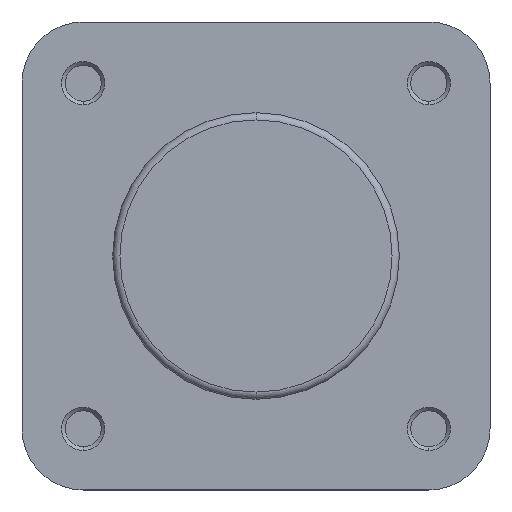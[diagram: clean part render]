
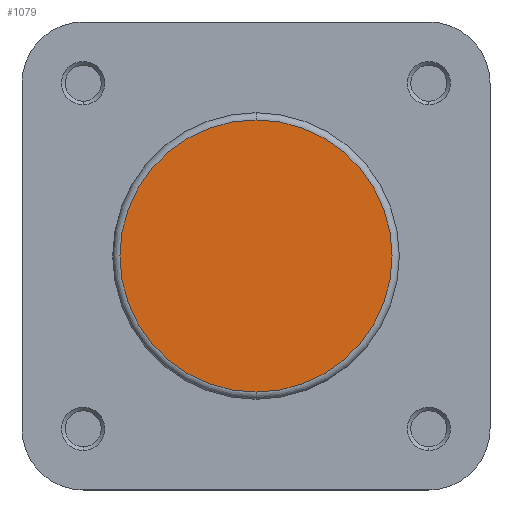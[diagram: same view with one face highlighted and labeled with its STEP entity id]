
A CAD part, left-side view. The second image highlights one B-rep face of the part: STEP entity #1079.
In plain terms, the highlighted planar face has unit normal (-1, 0, 0).
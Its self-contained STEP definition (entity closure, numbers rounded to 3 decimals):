
#231 = CARTESIAN_POINT ( 'NONE',  ( 21., 0., 0. ) ) ;
#241 = DIRECTION ( 'NONE',  ( -1., 0., 0. ) ) ;
#242 = DIRECTION ( 'NONE',  ( 0., 0., -1. ) ) ;
#358 = CARTESIAN_POINT ( 'NONE',  ( 21., 0., 0. ) ) ;
#360 = DIRECTION ( 'NONE',  ( -1., 0., 0. ) ) ;
#361 = DIRECTION ( 'NONE',  ( 0., 0., -1. ) ) ;
#661 = VERTEX_POINT ( 'NONE', #5500 ) ;
#816 = VERTEX_POINT ( 'NONE', #5849 ) ;
#928 = FACE_OUTER_BOUND ( 'NONE', #1369, .T. ) ;
#1079 = ADVANCED_FACE ( 'NONE', ( #928 ), #5611, .F. ) ;
#1369 = EDGE_LOOP ( 'NONE', ( #5241, #5240 ) ) ;
#2474 = CIRCLE ( 'NONE', #3273, 18.9 ) ;
#2539 = CIRCLE ( 'NONE', #3295, 18.9 ) ;
#2921 = AXIS2_PLACEMENT_3D ( 'NONE', #5616, #5775, #5889 ) ;
#3273 = AXIS2_PLACEMENT_3D ( 'NONE', #231, #241, #242 ) ;
#3295 = AXIS2_PLACEMENT_3D ( 'NONE', #358, #360, #361 ) ;
#5240 = ORIENTED_EDGE ( 'NONE', *, *, #6025, .T. ) ;
#5241 = ORIENTED_EDGE ( 'NONE', *, *, #5979, .T. ) ;
#5500 = CARTESIAN_POINT ( 'NONE',  ( 21., 0., -18.9 ) ) ;
#5611 = PLANE ( 'NONE',  #2921 ) ;
#5616 = CARTESIAN_POINT ( 'NONE',  ( 21., 19.9, 0. ) ) ;
#5775 = DIRECTION ( 'NONE',  ( 1., 0., 0. ) ) ;
#5849 = CARTESIAN_POINT ( 'NONE',  ( 21., 0., 18.9 ) ) ;
#5889 = DIRECTION ( 'NONE',  ( 0., 0., -1. ) ) ;
#5979 = EDGE_CURVE ( 'NONE', #661, #816, #2474, .T. ) ;
#6025 = EDGE_CURVE ( 'NONE', #816, #661, #2539, .T. ) ;
